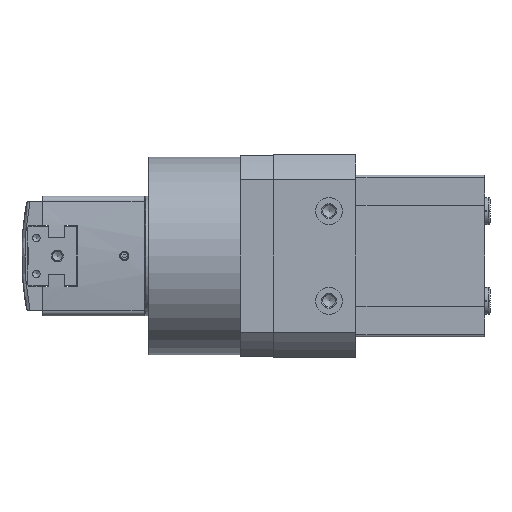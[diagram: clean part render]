
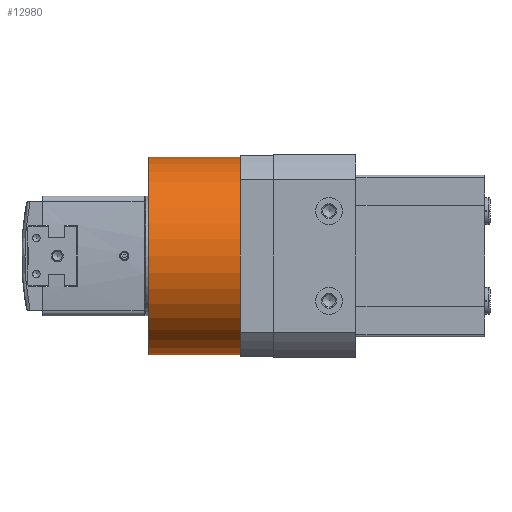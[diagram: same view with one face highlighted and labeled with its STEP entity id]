
A CAD part, left-side view. The second image highlights one B-rep face of the part: STEP entity #12980.
In plain terms, the highlighted cylindrical face has radius 33 mm (diameter 66 mm), a partial arc.
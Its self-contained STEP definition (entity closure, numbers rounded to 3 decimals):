
#531=CIRCLE('',#15570,33.);
#538=CIRCLE('',#15579,33.);
#879=CYLINDRICAL_SURFACE('',#15593,33.);
#1589=LINE('',#22144,#2771);
#1590=LINE('',#22146,#2772);
#2771=VECTOR('',#18280,1000.);
#2772=VECTOR('',#18283,1000.);
#5135=ORIENTED_EDGE('',*,*,#7777,.T.);
#5136=ORIENTED_EDGE('',*,*,#7803,.F.);
#5137=ORIENTED_EDGE('',*,*,#7761,.F.);
#5138=ORIENTED_EDGE('',*,*,#7802,.T.);
#7761=EDGE_CURVE('',#9276,#9277,#531,.T.);
#7777=EDGE_CURVE('',#9291,#9290,#538,.T.);
#7802=EDGE_CURVE('',#9276,#9291,#1589,.T.);
#7803=EDGE_CURVE('',#9277,#9290,#1590,.T.);
#9276=VERTEX_POINT('',#22069);
#9277=VERTEX_POINT('',#22071);
#9290=VERTEX_POINT('',#22101);
#9291=VERTEX_POINT('',#22103);
#10482=EDGE_LOOP('',(#5135,#5136,#5137,#5138));
#11566=FACE_BOUND('',#10482,.T.);
#12980=ADVANCED_FACE('',(#11566),#879,.T.);
#15570=AXIS2_PLACEMENT_3D('',#22070,#18209,#18210);
#15579=AXIS2_PLACEMENT_3D('',#22102,#18236,#18237);
#15593=AXIS2_PLACEMENT_3D('',#22145,#18281,#18282);
#18209=DIRECTION('',(0.,1.,0.));
#18210=DIRECTION('',(1.,0.,0.));
#18236=DIRECTION('',(0.,1.,0.));
#18237=DIRECTION('',(1.,0.,0.));
#18280=DIRECTION('',(0.,-1.,0.));
#18281=DIRECTION('',(0.,-1.,0.));
#18282=DIRECTION('',(0.,0.,-1.));
#18283=DIRECTION('',(0.,-1.,0.));
#22069=CARTESIAN_POINT('',(32.718,30.6,4.303));
#22070=CARTESIAN_POINT('',(0.,30.6,0.));
#22071=CARTESIAN_POINT('',(-32.718,30.6,4.303));
#22101=CARTESIAN_POINT('',(-32.718,0.,4.303));
#22102=CARTESIAN_POINT('',(0.,0.,0.));
#22103=CARTESIAN_POINT('',(32.718,0.,4.303));
#22144=CARTESIAN_POINT('',(32.718,30.6,4.303));
#22145=CARTESIAN_POINT('',(0.,30.6,0.));
#22146=CARTESIAN_POINT('',(-32.718,30.6,4.303));
